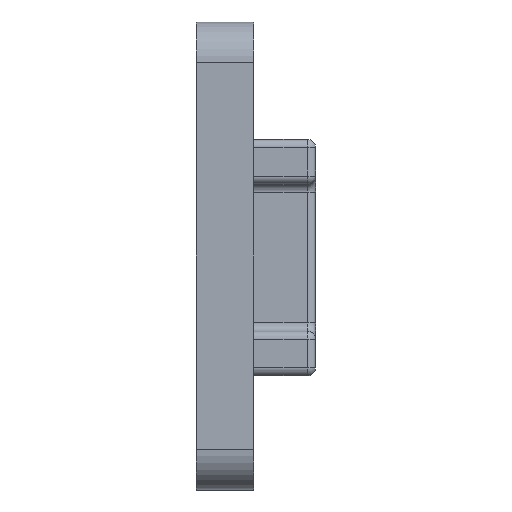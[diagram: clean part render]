
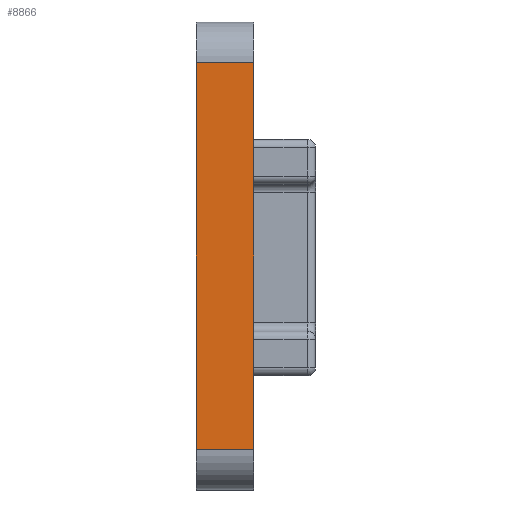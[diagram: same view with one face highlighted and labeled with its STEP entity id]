
A CAD part, front view. The second image highlights one B-rep face of the part: STEP entity #8866.
In plain terms, the highlighted planar face has unit normal (0, -1, 0).
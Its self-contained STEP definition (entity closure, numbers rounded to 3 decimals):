
#169 = VECTOR ( 'NONE', #17017, 1000. ) ;
#407 = EDGE_CURVE ( 'NONE', #9320, #21323, #17717, .T. ) ;
#647 = CARTESIAN_POINT ( 'NONE',  ( 1.75, -18.65, 14.35 ) ) ;
#2355 = CARTESIAN_POINT ( 'NONE',  ( 1.75, -18.65, -11.85 ) ) ;
#2445 = VERTEX_POINT ( 'NONE', #10907 ) ;
#3109 = AXIS2_PLACEMENT_3D ( 'NONE', #4629, #22740, #15443 ) ;
#3475 = LINE ( 'NONE', #9971, #22160 ) ;
#4071 = DIRECTION ( 'NONE',  ( 0., 0., -1. ) ) ;
#4458 = DIRECTION ( 'NONE',  ( 0., 0., -1. ) ) ;
#4629 = CARTESIAN_POINT ( 'NONE',  ( 1.75, -18.65, 14.35 ) ) ;
#5196 = EDGE_CURVE ( 'NONE', #2445, #9320, #3475, .T. ) ;
#8866 = ADVANCED_FACE ( 'NONE', ( #21441 ), #10087, .F. ) ;
#8928 = CARTESIAN_POINT ( 'NONE',  ( -1.75, -18.65, -11.85 ) ) ;
#9320 = VERTEX_POINT ( 'NONE', #8928 ) ;
#9971 = CARTESIAN_POINT ( 'NONE',  ( -1.75, -18.65, 14.35 ) ) ;
#10087 = PLANE ( 'NONE',  #3109 ) ;
#10907 = CARTESIAN_POINT ( 'NONE',  ( -1.75, -18.65, 11.85 ) ) ;
#11274 = CARTESIAN_POINT ( 'NONE',  ( 1.75, -18.65, 11.85 ) ) ;
#12650 = VECTOR ( 'NONE', #23343, 1000. ) ;
#13129 = LINE ( 'NONE', #647, #22777 ) ;
#14151 = ORIENTED_EDGE ( 'NONE', *, *, #15334, .T. ) ;
#15283 = ORIENTED_EDGE ( 'NONE', *, *, #5196, .T. ) ;
#15334 = EDGE_CURVE ( 'NONE', #22941, #2445, #16205, .T. ) ;
#15443 = DIRECTION ( 'NONE',  ( 0., 0., 1. ) ) ;
#16205 = LINE ( 'NONE', #11274, #169 ) ;
#16326 = EDGE_LOOP ( 'NONE', ( #15283, #23115, #21308, #14151 ) ) ;
#17017 = DIRECTION ( 'NONE',  ( -1., 0., 0. ) ) ;
#17717 = LINE ( 'NONE', #21711, #12650 ) ;
#17963 = CARTESIAN_POINT ( 'NONE',  ( 1.75, -18.65, 11.85 ) ) ;
#21308 = ORIENTED_EDGE ( 'NONE', *, *, #21899, .F. ) ;
#21323 = VERTEX_POINT ( 'NONE', #2355 ) ;
#21441 = FACE_OUTER_BOUND ( 'NONE', #16326, .T. ) ;
#21711 = CARTESIAN_POINT ( 'NONE',  ( 1.75, -18.65, -11.85 ) ) ;
#21899 = EDGE_CURVE ( 'NONE', #22941, #21323, #13129, .T. ) ;
#22160 = VECTOR ( 'NONE', #4458, 1000. ) ;
#22740 = DIRECTION ( 'NONE',  ( 0., 1., 0. ) ) ;
#22777 = VECTOR ( 'NONE', #4071, 1000. ) ;
#22941 = VERTEX_POINT ( 'NONE', #17963 ) ;
#23115 = ORIENTED_EDGE ( 'NONE', *, *, #407, .T. ) ;
#23343 = DIRECTION ( 'NONE',  ( 1., 0., 0. ) ) ;
